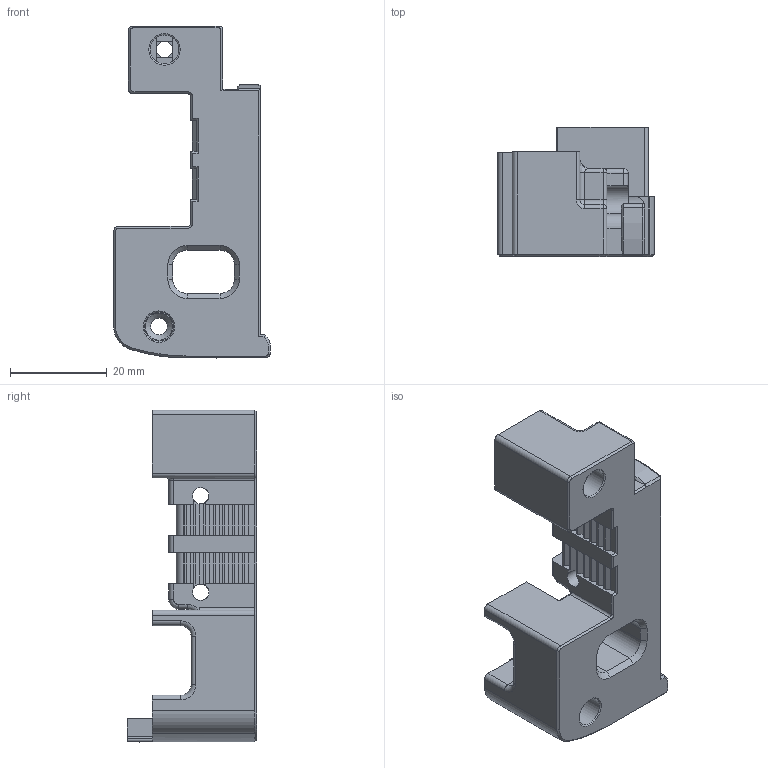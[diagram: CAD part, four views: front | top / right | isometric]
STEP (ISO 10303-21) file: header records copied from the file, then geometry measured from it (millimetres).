
FILE_DESCRIPTION(/* description */ (''),/* implementation_level */ '2;1');
FILE_NAME(/* name */ 'KlickyCW2_x_carriage_frame_left.step',/* time_stamp */ '2021-12-26T20:58:37-08:00',/* author */ (''),/* organization */ (''),/* preprocessor_version */ 'ST-DEVELOPER v18.1',/* originating_system */ 'Autodesk Translation Framework v10.10.0.1391',/* authorisation */ '');
FILE_SCHEMA (('AUTOMOTIVE_DESIGN { 1 0 10303 214 3 1 1 }'));
Length unit declared in the file: millimetre
Products named in the file (1): x_carriage_frame_left
Bounding box: 32.4 x 26.8 x 68.75 mm (x, y, z)
Volume: 21297.3 mm3; surface area: 9387.1 mm2
Topology: 1 solids, 1 shells, 324 faces, 851 edges, 531 vertices
Faces by surface type: plane 188, cylinder 82, cone 22, torus 20, bspline 8, sphere 4
Full cylindrical faces by diameter (mm): 2.4 x1, 2.9 x1, 3.3 x1, 3.4 x4, 4.699 x1, 4.7 x1, 6 x4
Entity records: 10234 total; most frequent: CARTESIAN_POINT 2118, ORIENTED_EDGE 1702, DIRECTION 1691, EDGE_CURVE 851, LINE 575, VECTOR 575, AXIS2_PLACEMENT_3D 558, VERTEX_POINT 531
